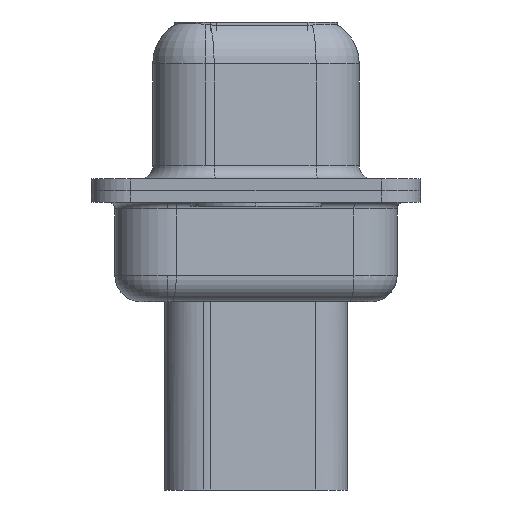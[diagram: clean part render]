
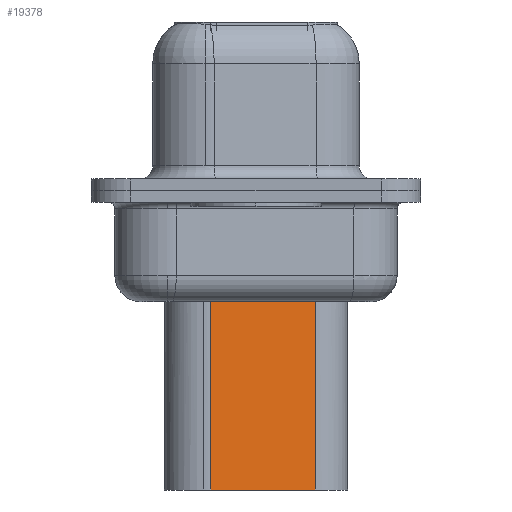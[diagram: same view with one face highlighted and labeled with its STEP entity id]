
A CAD part, left-side view. The second image highlights one B-rep face of the part: STEP entity #19378.
In plain terms, the highlighted planar face has unit normal (-0.985, -0.174, 0).
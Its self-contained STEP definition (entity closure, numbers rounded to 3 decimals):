
#360 = CARTESIAN_POINT ( 'NONE',  ( 5.229, -2.26, -3.1 ) ) ;
#596 = ORIENTED_EDGE ( 'NONE', *, *, #20622, .F. ) ;
#2866 = CARTESIAN_POINT ( 'NONE',  ( 4.524, 1.74, -11.45 ) ) ;
#3075 = ORIENTED_EDGE ( 'NONE', *, *, #11725, .T. ) ;
#3200 = CARTESIAN_POINT ( 'NONE',  ( 4.524, 1.74, -11.45 ) ) ;
#3247 = CARTESIAN_POINT ( 'NONE',  ( 4.524, 1.74, -3.1 ) ) ;
#3891 = ORIENTED_EDGE ( 'NONE', *, *, #8798, .T. ) ;
#4413 = VERTEX_POINT ( 'NONE', #20272 ) ;
#4646 = DIRECTION ( 'NONE',  ( 0.174, -0.985, 0. ) ) ;
#4973 = VECTOR ( 'NONE', #11371, 1000. ) ;
#4994 = CARTESIAN_POINT ( 'NONE',  ( 5.229, -2.26, -3.975 ) ) ;
#5512 = DIRECTION ( 'NONE',  ( -0.174, 0.985, 0. ) ) ;
#6773 = EDGE_CURVE ( 'NONE', #4413, #12616, #20122, .T. ) ;
#6975 = DIRECTION ( 'NONE',  ( -0.174, 0.985, 0. ) ) ;
#7100 = AXIS2_PLACEMENT_3D ( 'NONE', #11107, #19094, #4646 ) ;
#8798 = EDGE_CURVE ( 'NONE', #13879, #12616, #17336, .T. ) ;
#9159 = VECTOR ( 'NONE', #5512, 1000. ) ;
#10051 = FACE_OUTER_BOUND ( 'NONE', #18836, .T. ) ;
#11107 = CARTESIAN_POINT ( 'NONE',  ( 4.524, 1.74, -3.1 ) ) ;
#11371 = DIRECTION ( 'NONE',  ( 0., 0., -1. ) ) ;
#11725 = EDGE_CURVE ( 'NONE', #18022, #13879, #13459, .T. ) ;
#12286 = VECTOR ( 'NONE', #15006, 1000. ) ;
#12616 = VERTEX_POINT ( 'NONE', #3200 ) ;
#13459 = LINE ( 'NONE', #15182, #9159 ) ;
#13879 = VERTEX_POINT ( 'NONE', #17308 ) ;
#14354 = PLANE ( 'NONE',  #7100 ) ;
#15006 = DIRECTION ( 'NONE',  ( 0., 0., -1. ) ) ;
#15182 = CARTESIAN_POINT ( 'NONE',  ( 4.353, 2.709, -3.975 ) ) ;
#16560 = LINE ( 'NONE', #360, #12286 ) ;
#17308 = CARTESIAN_POINT ( 'NONE',  ( 4.524, 1.74, -3.975 ) ) ;
#17336 = LINE ( 'NONE', #3247, #4973 ) ;
#18022 = VERTEX_POINT ( 'NONE', #4994 ) ;
#18638 = ORIENTED_EDGE ( 'NONE', *, *, #6773, .F. ) ;
#18836 = EDGE_LOOP ( 'NONE', ( #596, #3075, #3891, #18638 ) ) ;
#19094 = DIRECTION ( 'NONE',  ( -0.985, -0.174, 0. ) ) ;
#19378 = ADVANCED_FACE ( 'NONE', ( #10051 ), #14354, .T. ) ;
#19627 = VECTOR ( 'NONE', #6975, 1000. ) ;
#20122 = LINE ( 'NONE', #2866, #19627 ) ;
#20272 = CARTESIAN_POINT ( 'NONE',  ( 5.229, -2.26, -11.45 ) ) ;
#20622 = EDGE_CURVE ( 'NONE', #18022, #4413, #16560, .T. ) ;
